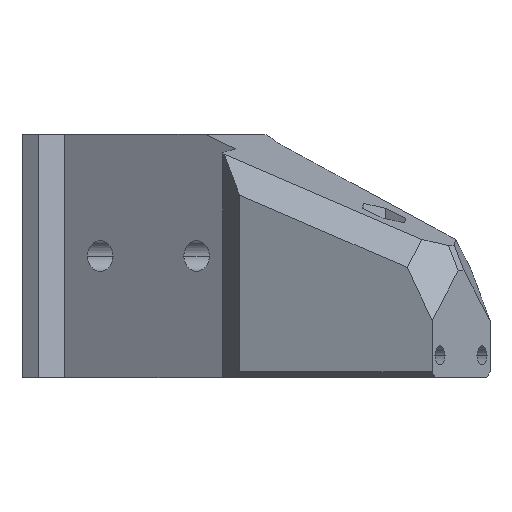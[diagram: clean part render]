
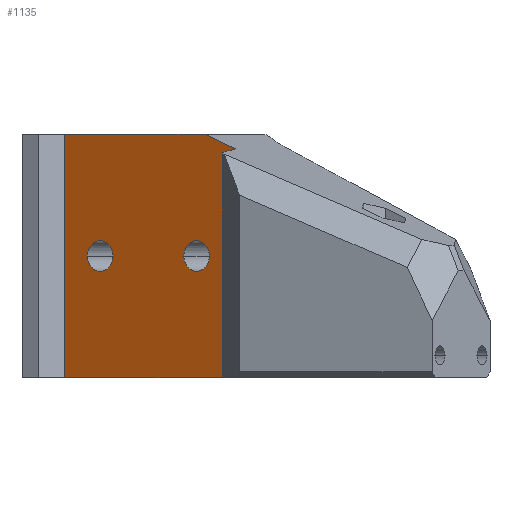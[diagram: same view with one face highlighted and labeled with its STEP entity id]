
A CAD part, front view. The second image highlights one B-rep face of the part: STEP entity #1135.
In plain terms, the highlighted planar face has unit normal (-0.555, -0.832, 0).
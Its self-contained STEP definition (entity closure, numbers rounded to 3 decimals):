
#156 = LINE ( 'NONE', #825, #4014 ) ;
#158 = EDGE_CURVE ( 'NONE', #2507, #4141, #2021, .T. ) ;
#217 = ORIENTED_EDGE ( 'NONE', *, *, #3872, .F. ) ;
#236 = CARTESIAN_POINT ( 'NONE',  ( -2.655, -8.252, 42. ) ) ;
#237 = EDGE_LOOP ( 'NONE', ( #2461, #309 ) ) ;
#243 = DIRECTION ( 'NONE',  ( -0.832, 0.555, 0. ) ) ;
#309 = ORIENTED_EDGE ( 'NONE', *, *, #1077, .T. ) ;
#348 = EDGE_CURVE ( 'NONE', #3608, #1623, #3012, .T. ) ;
#449 = AXIS2_PLACEMENT_3D ( 'NONE', #3417, #1299, #2067 ) ;
#495 = ORIENTED_EDGE ( 'NONE', *, *, #2989, .T. ) ;
#498 = ORIENTED_EDGE ( 'NONE', *, *, #2350, .T. ) ;
#571 = EDGE_LOOP ( 'NONE', ( #498, #4546, #2738, #4181, #217 ) ) ;
#682 = CARTESIAN_POINT ( 'NONE',  ( 3.508, -12.361, 21. ) ) ;
#717 = VERTEX_POINT ( 'NONE', #2394 ) ;
#825 = CARTESIAN_POINT ( 'NONE',  ( 25.229, -26.841, 40.263 ) ) ;
#910 = DIRECTION ( 'NONE',  ( 0.832, -0.555, 0. ) ) ;
#932 = FACE_BOUND ( 'NONE', #237, .T. ) ;
#942 = CARTESIAN_POINT ( 'NONE',  ( 17.944, -21.985, 21. ) ) ;
#951 = VERTEX_POINT ( 'NONE', #2574 ) ;
#971 = CARTESIAN_POINT ( 'NONE',  ( 1.303, -10.891, 21. ) ) ;
#977 = CARTESIAN_POINT ( 'NONE',  ( 26.842, -27.917, 0. ) ) ;
#1011 = CARTESIAN_POINT ( 'NONE',  ( 20.149, -23.455, 21. ) ) ;
#1069 = VECTOR ( 'NONE', #243, 1000. ) ;
#1077 = EDGE_CURVE ( 'NONE', #1623, #3608, #1626, .T. ) ;
#1121 = EDGE_LOOP ( 'NONE', ( #495, #3676 ) ) ;
#1135 = ADVANCED_FACE ( 'NONE', ( #1345, #932, #2341 ), #4457, .T. ) ;
#1165 = EDGE_CURVE ( 'NONE', #717, #4330, #2044, .T. ) ;
#1189 = VERTEX_POINT ( 'NONE', #2113 ) ;
#1280 = CARTESIAN_POINT ( 'NONE',  ( 11.828, -17.908, 42. ) ) ;
#1299 = DIRECTION ( 'NONE',  ( -0.555, -0.832, 0. ) ) ;
#1345 = FACE_BOUND ( 'NONE', #1121, .T. ) ;
#1398 = CARTESIAN_POINT ( 'NONE',  ( 11.828, -17.908, 0. ) ) ;
#1623 = VERTEX_POINT ( 'NONE', #971 ) ;
#1626 = CIRCLE ( 'NONE', #4055, 2.65 ) ;
#1767 = AXIS2_PLACEMENT_3D ( 'NONE', #2567, #2227, #3629 ) ;
#1953 = LINE ( 'NONE', #1280, #1069 ) ;
#2015 = EDGE_CURVE ( 'NONE', #4330, #2507, #3825, .T. ) ;
#2021 = LINE ( 'NONE', #3416, #2649 ) ;
#2044 = LINE ( 'NONE', #977, #2585 ) ;
#2067 = DIRECTION ( 'NONE',  ( 0.832, -0.555, 0. ) ) ;
#2113 = CARTESIAN_POINT ( 'NONE',  ( 22.354, -24.925, 21. ) ) ;
#2122 = CARTESIAN_POINT ( 'NONE',  ( 26.842, -27.917, 0. ) ) ;
#2227 = DIRECTION ( 'NONE',  ( 0.555, 0.832, 0. ) ) ;
#2248 = CARTESIAN_POINT ( 'NONE',  ( -2.655, -8.252, 0. ) ) ;
#2341 = FACE_OUTER_BOUND ( 'NONE', #571, .T. ) ;
#2350 = EDGE_CURVE ( 'NONE', #951, #4141, #1953, .T. ) ;
#2389 = DIRECTION ( 'NONE',  ( 0., 0., -1. ) ) ;
#2394 = CARTESIAN_POINT ( 'NONE',  ( 26.842, -27.917, 39.487 ) ) ;
#2427 = DIRECTION ( 'NONE',  ( 0.832, -0.555, 0. ) ) ;
#2461 = ORIENTED_EDGE ( 'NONE', *, *, #348, .T. ) ;
#2507 = VERTEX_POINT ( 'NONE', #2248 ) ;
#2567 = CARTESIAN_POINT ( 'NONE',  ( 3.508, -12.361, 21. ) ) ;
#2574 = CARTESIAN_POINT ( 'NONE',  ( 21.615, -24.433, 42. ) ) ;
#2585 = VECTOR ( 'NONE', #2389, 1000. ) ;
#2649 = VECTOR ( 'NONE', #3094, 1000. ) ;
#2738 = ORIENTED_EDGE ( 'NONE', *, *, #2015, .F. ) ;
#2758 = DIRECTION ( 'NONE',  ( -0.832, 0.555, 0. ) ) ;
#2759 = CARTESIAN_POINT ( 'NONE',  ( 5.713, -13.831, 21. ) ) ;
#2989 = EDGE_CURVE ( 'NONE', #1189, #3494, #3581, .T. ) ;
#3012 = CIRCLE ( 'NONE', #1767, 2.65 ) ;
#3094 = DIRECTION ( 'NONE',  ( 0., 0., 1. ) ) ;
#3127 = CIRCLE ( 'NONE', #3719, 2.65 ) ;
#3151 = VECTOR ( 'NONE', #2758, 1000. ) ;
#3416 = CARTESIAN_POINT ( 'NONE',  ( -2.655, -8.252, 0. ) ) ;
#3417 = CARTESIAN_POINT ( 'NONE',  ( 11.828, -17.908, 0. ) ) ;
#3434 = DIRECTION ( 'NONE',  ( 0.555, 0.832, 0. ) ) ;
#3494 = VERTEX_POINT ( 'NONE', #942 ) ;
#3581 = CIRCLE ( 'NONE', #3652, 2.65 ) ;
#3608 = VERTEX_POINT ( 'NONE', #2759 ) ;
#3629 = DIRECTION ( 'NONE',  ( 0.832, -0.555, 0. ) ) ;
#3652 = AXIS2_PLACEMENT_3D ( 'NONE', #1011, #3434, #2427 ) ;
#3676 = ORIENTED_EDGE ( 'NONE', *, *, #4436, .T. ) ;
#3701 = DIRECTION ( 'NONE',  ( 0.773, -0.515, -0.371 ) ) ;
#3719 = AXIS2_PLACEMENT_3D ( 'NONE', #4411, #3747, #910 ) ;
#3747 = DIRECTION ( 'NONE',  ( 0.555, 0.832, 0. ) ) ;
#3814 = DIRECTION ( 'NONE',  ( 0.832, -0.555, 0. ) ) ;
#3825 = LINE ( 'NONE', #1398, #3151 ) ;
#3872 = EDGE_CURVE ( 'NONE', #951, #717, #156, .T. ) ;
#4014 = VECTOR ( 'NONE', #3701, 1000. ) ;
#4055 = AXIS2_PLACEMENT_3D ( 'NONE', #682, #4524, #3814 ) ;
#4141 = VERTEX_POINT ( 'NONE', #236 ) ;
#4181 = ORIENTED_EDGE ( 'NONE', *, *, #1165, .F. ) ;
#4330 = VERTEX_POINT ( 'NONE', #2122 ) ;
#4411 = CARTESIAN_POINT ( 'NONE',  ( 20.149, -23.455, 21. ) ) ;
#4436 = EDGE_CURVE ( 'NONE', #3494, #1189, #3127, .T. ) ;
#4457 = PLANE ( 'NONE',  #449 ) ;
#4524 = DIRECTION ( 'NONE',  ( 0.555, 0.832, 0. ) ) ;
#4546 = ORIENTED_EDGE ( 'NONE', *, *, #158, .F. ) ;
